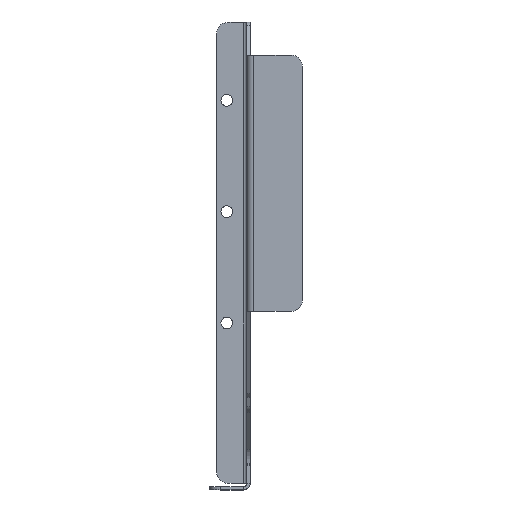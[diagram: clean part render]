
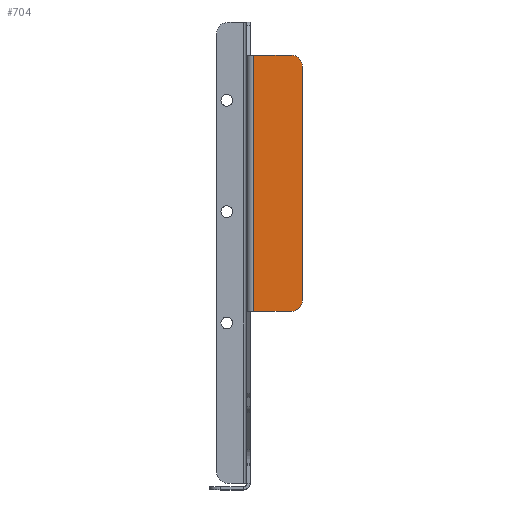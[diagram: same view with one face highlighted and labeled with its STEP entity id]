
A CAD part, top view. The second image highlights one B-rep face of the part: STEP entity #704.
In plain terms, the highlighted planar face has unit normal (0, 0, 1).
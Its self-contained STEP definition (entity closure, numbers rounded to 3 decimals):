
#13 = ORIENTED_EDGE ( 'NONE', *, *, #885, .F. ) ;
#108 = DIRECTION ( 'NONE',  ( 0., -1., 0. ) ) ;
#110 = VERTEX_POINT ( 'NONE', #1929 ) ;
#113 = VERTEX_POINT ( 'NONE', #1097 ) ;
#135 = FACE_OUTER_BOUND ( 'NONE', #313, .T. ) ;
#213 = DIRECTION ( 'NONE',  ( 0., 0., -1. ) ) ;
#224 = CARTESIAN_POINT ( 'NONE',  ( 37., 160., 122.5 ) ) ;
#228 = ORIENTED_EDGE ( 'NONE', *, *, #1501, .F. ) ;
#290 = DIRECTION ( 'NONE',  ( -1., 0., 0. ) ) ;
#313 = EDGE_LOOP ( 'NONE', ( #875, #228, #13, #1470, #998, #601 ) ) ;
#336 = CARTESIAN_POINT ( 'NONE',  ( 37., 380., 122.5 ) ) ;
#380 = LINE ( 'NONE', #589, #1522 ) ;
#589 = CARTESIAN_POINT ( 'NONE',  ( 3., 160., 122.5 ) ) ;
#601 = ORIENTED_EDGE ( 'NONE', *, *, #1345, .F. ) ;
#673 = VECTOR ( 'NONE', #2059, 1000. ) ;
#704 = ADVANCED_FACE ( 'NONE', ( #135 ), #995, .F. ) ;
#757 = CIRCLE ( 'NONE', #861, 10. ) ;
#809 = DIRECTION ( 'NONE',  ( 1., 0., 0. ) ) ;
#824 = CARTESIAN_POINT ( 'NONE',  ( 0., 160., 122.5 ) ) ;
#861 = AXIS2_PLACEMENT_3D ( 'NONE', #1547, #213, #1758 ) ;
#875 = ORIENTED_EDGE ( 'NONE', *, *, #960, .F. ) ;
#885 = EDGE_CURVE ( 'NONE', #1802, #110, #1088, .T. ) ;
#891 = CIRCLE ( 'NONE', #1697, 10. ) ;
#928 = CARTESIAN_POINT ( 'NONE',  ( 3., 390., 122.5 ) ) ;
#960 = EDGE_CURVE ( 'NONE', #113, #1369, #1098, .T. ) ;
#995 = PLANE ( 'NONE',  #1761 ) ;
#998 = ORIENTED_EDGE ( 'NONE', *, *, #1560, .F. ) ;
#1088 = LINE ( 'NONE', #1581, #673 ) ;
#1097 = CARTESIAN_POINT ( 'NONE',  ( 47., 380., 122.5 ) ) ;
#1098 = LINE ( 'NONE', #1395, #1578 ) ;
#1202 = CARTESIAN_POINT ( 'NONE',  ( 3., 160., 122.5 ) ) ;
#1287 = VERTEX_POINT ( 'NONE', #1202 ) ;
#1303 = CARTESIAN_POINT ( 'NONE',  ( 0., 0., 122.5 ) ) ;
#1345 = EDGE_CURVE ( 'NONE', #1369, #1622, #757, .T. ) ;
#1369 = VERTEX_POINT ( 'NONE', #1925 ) ;
#1395 = CARTESIAN_POINT ( 'NONE',  ( 47., 0., 122.5 ) ) ;
#1436 = EDGE_CURVE ( 'NONE', #1802, #1287, #380, .T. ) ;
#1470 = ORIENTED_EDGE ( 'NONE', *, *, #1436, .T. ) ;
#1501 = EDGE_CURVE ( 'NONE', #110, #113, #891, .T. ) ;
#1522 = VECTOR ( 'NONE', #108, 1000. ) ;
#1547 = CARTESIAN_POINT ( 'NONE',  ( 37., 170., 122.5 ) ) ;
#1560 = EDGE_CURVE ( 'NONE', #1622, #1287, #1651, .T. ) ;
#1578 = VECTOR ( 'NONE', #1918, 1000. ) ;
#1581 = CARTESIAN_POINT ( 'NONE',  ( 0., 390., 122.5 ) ) ;
#1590 = VECTOR ( 'NONE', #290, 1000. ) ;
#1616 = DIRECTION ( 'NONE',  ( 0., 0., -1. ) ) ;
#1622 = VERTEX_POINT ( 'NONE', #224 ) ;
#1651 = LINE ( 'NONE', #824, #1590 ) ;
#1697 = AXIS2_PLACEMENT_3D ( 'NONE', #336, #1807, #1840 ) ;
#1758 = DIRECTION ( 'NONE',  ( 1., 0., 0. ) ) ;
#1761 = AXIS2_PLACEMENT_3D ( 'NONE', #1303, #1616, #809 ) ;
#1802 = VERTEX_POINT ( 'NONE', #928 ) ;
#1807 = DIRECTION ( 'NONE',  ( 0., 0., -1. ) ) ;
#1840 = DIRECTION ( 'NONE',  ( 1., 0., 0. ) ) ;
#1918 = DIRECTION ( 'NONE',  ( 0., -1., 0. ) ) ;
#1925 = CARTESIAN_POINT ( 'NONE',  ( 47., 170., 122.5 ) ) ;
#1929 = CARTESIAN_POINT ( 'NONE',  ( 37., 390., 122.5 ) ) ;
#2059 = DIRECTION ( 'NONE',  ( 1., 0., 0. ) ) ;
